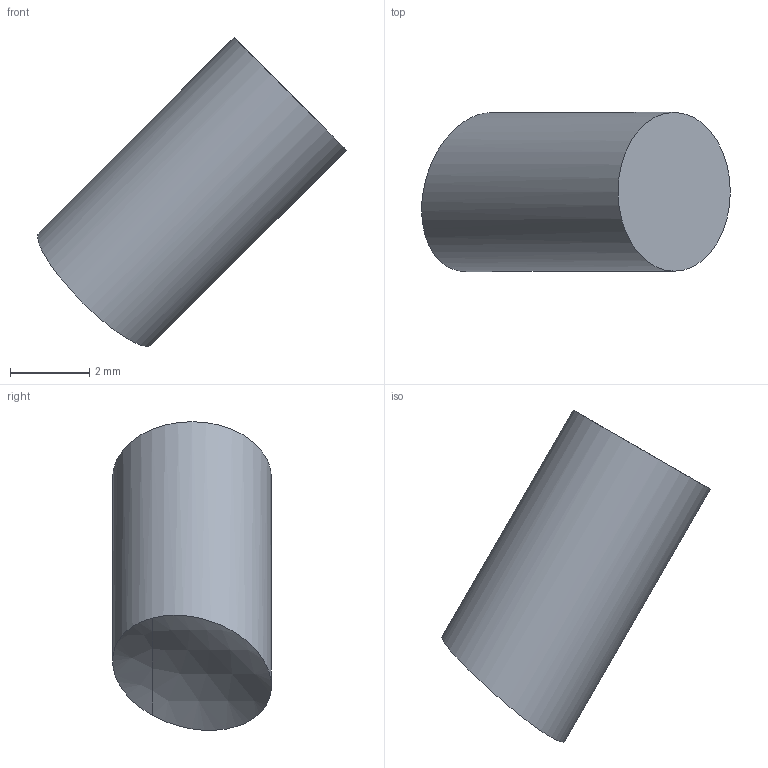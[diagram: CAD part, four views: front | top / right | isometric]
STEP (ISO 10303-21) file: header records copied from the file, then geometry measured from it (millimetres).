
FILE_DESCRIPTION(('FreeCAD Model'),'2;1');
FILE_NAME('sphereBarCyl1.stp', '2023-10-31T10:36:16',('Author'),(''), 'Open CASCADE STEP processor 7.3','FreeCAD','Unknown');
FILE_SCHEMA(('AUTOMOTIVE_DESIGN { 1 0 10303 214 1 1 1 1 }'));
Length unit declared in the file: millimetre
Products named in the file (1): Slice.002
Bounding box: 7.77 x 4 x 7.77 mm (x, y, z)
Volume: 84.6 mm3; surface area: 113.4 mm2
Topology: 1 solids, 1 shells, 4 faces, 6 edges, 4 vertices
Faces by surface type: sphere 2, cylinder 1, plane 1
Full cylindrical faces by diameter (mm): 4 x1
Entity records: 542 total; most frequent: CARTESIAN_POINT 396, DIRECTION 21, ORIENTED_EDGE 12, PCURVE 12, DEFINITIONAL_REPRESENTATION 12, B_SPLINE_CURVE_WITH_KNOTS 9, AXIS2_PLACEMENT_3D 7, EDGE_CURVE 6
